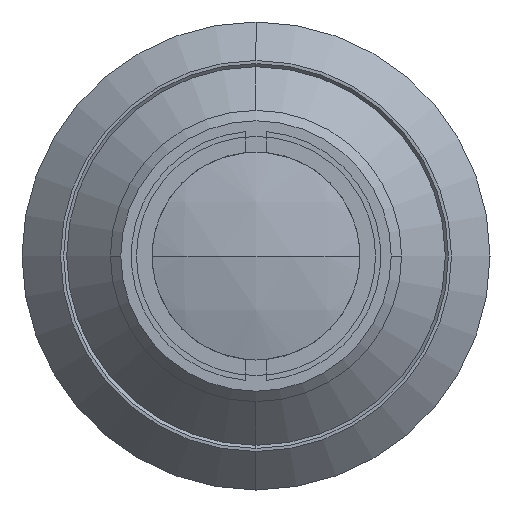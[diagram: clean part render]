
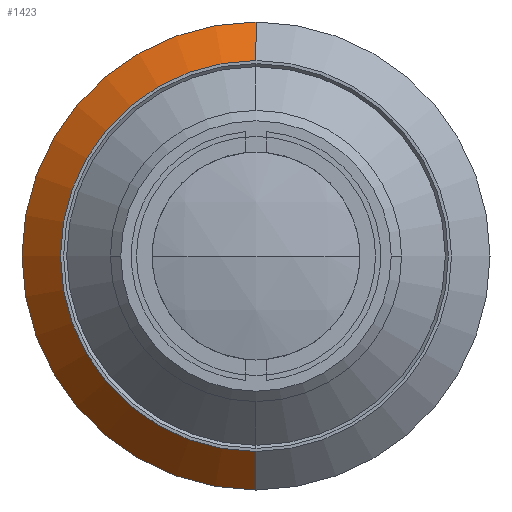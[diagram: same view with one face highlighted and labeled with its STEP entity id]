
A CAD part, left-side view. The second image highlights one B-rep face of the part: STEP entity #1423.
In plain terms, the highlighted conical face has half-angle 45 degrees and reference radius 22.5 mm.
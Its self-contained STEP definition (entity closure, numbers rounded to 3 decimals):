
#5 = DIRECTION ( 'NONE',  ( 0.707, 0., -0.707 ) ) ;
#74 = EDGE_CURVE ( 'NONE', #1580, #793, #2795, .T. ) ;
#86 = DIRECTION ( 'NONE',  ( 0., 0., 1. ) ) ;
#146 = CARTESIAN_POINT ( 'NONE',  ( 58.79, 0., 0. ) ) ;
#230 = CARTESIAN_POINT ( 'NONE',  ( 58.79, 0., 22.5 ) ) ;
#257 = DIRECTION ( 'NONE',  ( -1., 0., 0. ) ) ;
#335 = EDGE_CURVE ( 'NONE', #2390, #793, #882, .T. ) ;
#360 = CONICAL_SURFACE ( 'NONE', #1105, 22.5, 0.785 ) ;
#468 = EDGE_LOOP ( 'NONE', ( #2931, #1598, #2579, #1372 ) ) ;
#580 = DIRECTION ( 'NONE',  ( -1., 0., 0. ) ) ;
#632 = EDGE_CURVE ( 'NONE', #689, #2390, #2407, .T. ) ;
#689 = VERTEX_POINT ( 'NONE', #2878 ) ;
#750 = DIRECTION ( 'NONE',  ( 0., 0., 1. ) ) ;
#793 = VERTEX_POINT ( 'NONE', #1991 ) ;
#882 = LINE ( 'NONE', #1339, #1309 ) ;
#989 = FACE_OUTER_BOUND ( 'NONE', #468, .T. ) ;
#1034 = DIRECTION ( 'NONE',  ( 0., 0., -1. ) ) ;
#1105 = AXIS2_PLACEMENT_3D ( 'NONE', #2603, #1668, #1034 ) ;
#1309 = VECTOR ( 'NONE', #5, 1000. ) ;
#1339 = CARTESIAN_POINT ( 'NONE',  ( 58.79, 0., -22.5 ) ) ;
#1372 = ORIENTED_EDGE ( 'NONE', *, *, #335, .F. ) ;
#1396 = CARTESIAN_POINT ( 'NONE',  ( 55.09, 0., -18.8 ) ) ;
#1397 = CARTESIAN_POINT ( 'NONE',  ( 55.09, 0., 0. ) ) ;
#1423 = ADVANCED_FACE ( 'NONE', ( #989 ), #360, .T. ) ;
#1580 = VERTEX_POINT ( 'NONE', #2937 ) ;
#1598 = ORIENTED_EDGE ( 'NONE', *, *, #1776, .T. ) ;
#1668 = DIRECTION ( 'NONE',  ( 1., 0., 0. ) ) ;
#1682 = AXIS2_PLACEMENT_3D ( 'NONE', #146, #580, #86 ) ;
#1717 = LINE ( 'NONE', #230, #2591 ) ;
#1776 = EDGE_CURVE ( 'NONE', #689, #1580, #1717, .T. ) ;
#1991 = CARTESIAN_POINT ( 'NONE',  ( 58.79, 0., -22.5 ) ) ;
#2390 = VERTEX_POINT ( 'NONE', #1396 ) ;
#2407 = CIRCLE ( 'NONE', #2945, 18.8 ) ;
#2483 = DIRECTION ( 'NONE',  ( 0.707, 0., 0.707 ) ) ;
#2579 = ORIENTED_EDGE ( 'NONE', *, *, #74, .T. ) ;
#2591 = VECTOR ( 'NONE', #2483, 1000. ) ;
#2603 = CARTESIAN_POINT ( 'NONE',  ( 58.79, 0., 0. ) ) ;
#2795 = CIRCLE ( 'NONE', #1682, 22.5 ) ;
#2878 = CARTESIAN_POINT ( 'NONE',  ( 55.09, 0., 18.8 ) ) ;
#2931 = ORIENTED_EDGE ( 'NONE', *, *, #632, .F. ) ;
#2937 = CARTESIAN_POINT ( 'NONE',  ( 58.79, 0., 22.5 ) ) ;
#2945 = AXIS2_PLACEMENT_3D ( 'NONE', #1397, #257, #750 ) ;
